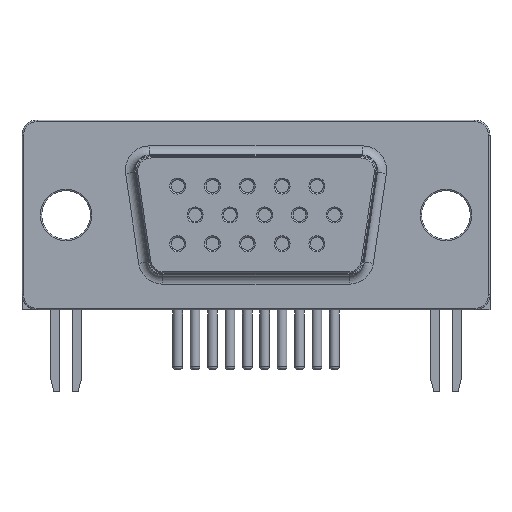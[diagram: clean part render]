
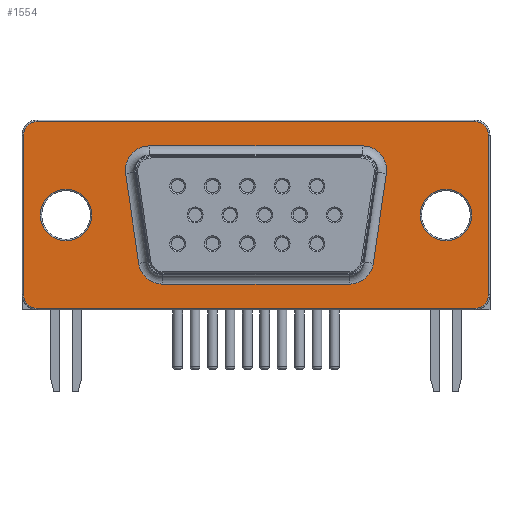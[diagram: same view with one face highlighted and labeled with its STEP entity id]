
A CAD part, front view. The second image highlights one B-rep face of the part: STEP entity #1554.
In plain terms, the highlighted planar face has unit normal (0, -1, 0).
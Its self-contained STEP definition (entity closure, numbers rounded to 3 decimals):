
#29=DIRECTION('',(0.,-1.,0.));
#36=VECTOR('',#37,1.);
#37=DIRECTION('',(1.,0.,0.));
#47=VECTOR('',#48,1.);
#48=DIRECTION('',(-1.,0.,0.));
#52=DIRECTION('',(0.,0.,-1.));
#74=DIRECTION('',(0.,1.,0.));
#138=DIRECTION('',(0.,0.,1.));
#151=DIRECTION('',(0.99,0.,-0.143));
#178=DIRECTION('',(-0.99,0.,-0.143));
#992=CARTESIAN_POINT('',(-11.002,-7.14,9.2));
#1024=VECTOR('',#1025,1.);
#1025=DIRECTION('',(-0.143,0.,0.99));
#1045=CARTESIAN_POINT('',(2.987,-7.14,9.2));
#1062=CARTESIAN_POINT('',(-10.147,-7.14,3.3));
#1075=VECTOR('',#1076,1.);
#1076=DIRECTION('',(-0.143,0.,-0.99));
#1107=CARTESIAN_POINT('',(2.132,-7.14,3.3));
#1353=VERTEX_POINT('',#1354);
#1354=CARTESIAN_POINT('',(-12.586,-7.14,8.97));
#1358=ORIENTED_EDGE('',*,*,#1359,.T.);
#1359=EDGE_CURVE('',#1353,#1360,#1362,.T.);
#1360=VERTEX_POINT('',#1361);
#1361=CARTESIAN_POINT('',(-11.002,-7.14,10.8));
#1362=CIRCLE('',#1363,1.6);
#1363=AXIS2_PLACEMENT_3D('',#992,#74,#178);
#1376=VERTEX_POINT('',#1377);
#1377=CARTESIAN_POINT('',(2.987,-7.14,10.8));
#1383=EDGE_CURVE('',#1360,#1376,#1384,.T.);
#1384=LINE('',#1361,#36);
#1392=VERTEX_POINT('',#1393);
#1393=CARTESIAN_POINT('',(-11.73,-7.14,3.07));
#1399=EDGE_CURVE('',#1392,#1353,#1400,.T.);
#1400=LINE('',#1393,#1024);
#1406=ORIENTED_EDGE('',*,*,#1407,.T.);
#1407=EDGE_CURVE('',#1376,#1408,#1410,.T.);
#1408=VERTEX_POINT('',#1409);
#1409=CARTESIAN_POINT('',(4.571,-7.14,8.97));
#1410=CIRCLE('',#1411,1.6);
#1411=AXIS2_PLACEMENT_3D('',#1045,#74,#138);
#1424=VERTEX_POINT('',#1425);
#1425=CARTESIAN_POINT('',(-10.147,-7.14,1.7));
#1430=ORIENTED_EDGE('',*,*,#1431,.T.);
#1431=EDGE_CURVE('',#1424,#1392,#1432,.T.);
#1432=CIRCLE('',#1433,1.6);
#1433=AXIS2_PLACEMENT_3D('',#1062,#74,#52);
#1442=VERTEX_POINT('',#1443);
#1443=CARTESIAN_POINT('',(3.715,-7.14,3.07));
#1448=EDGE_CURVE('',#1408,#1442,#1449,.T.);
#1449=LINE('',#1409,#1075);
#1457=VERTEX_POINT('',#1458);
#1458=CARTESIAN_POINT('',(2.132,-7.14,1.7));
#1466=EDGE_CURVE('',#1457,#1424,#1467,.T.);
#1467=LINE('',#1458,#47);
#1473=ORIENTED_EDGE('',*,*,#1474,.T.);
#1474=EDGE_CURVE('',#1442,#1457,#1475,.T.);
#1475=CIRCLE('',#1476,1.6);
#1476=AXIS2_PLACEMENT_3D('',#1107,#74,#151);
#1554=ADVANCED_FACE('',(#1555,#1561,#1613,#1622),#1631,.T.);
#1555=FACE_BOUND('',#1556,.T.);
#1556=EDGE_LOOP('',(#1473,#1557,#1430,#1558,#1358,#1559,#1406,#1560));
#1557=ORIENTED_EDGE('',*,*,#1466,.T.);
#1558=ORIENTED_EDGE('',*,*,#1399,.T.);
#1559=ORIENTED_EDGE('',*,*,#1383,.T.);
#1560=ORIENTED_EDGE('',*,*,#1448,.T.);
#1561=FACE_BOUND('',#1562,.T.);
#1562=EDGE_LOOP('',(#1563,#1570,#1577,#1583,#1590,#1595,#1602,#1608));
#1563=ORIENTED_EDGE('',*,*,#1564,.T.);
#1564=EDGE_CURVE('',#1565,#1567,#1569,.T.);
#1565=VERTEX_POINT('',#1566);
#1566=CARTESIAN_POINT('',(10.393,-7.14,12.4));
#1567=VERTEX_POINT('',#1568);
#1568=CARTESIAN_POINT('',(-18.408,-7.14,12.4));
#1569=LINE('',#1566,#47);
#1570=ORIENTED_EDGE('',*,*,#1571,.T.);
#1571=EDGE_CURVE('',#1567,#1572,#1574,.T.);
#1572=VERTEX_POINT('',#1573);
#1573=CARTESIAN_POINT('',(-19.308,-7.14,11.5));
#1574=CIRCLE('',#1575,0.9);
#1575=AXIS2_PLACEMENT_3D('',#1576,#29,#138);
#1576=CARTESIAN_POINT('',(-18.408,-7.14,11.5));
#1577=ORIENTED_EDGE('',*,*,#1578,.T.);
#1578=EDGE_CURVE('',#1572,#1579,#1581,.T.);
#1579=VERTEX_POINT('',#1580);
#1580=CARTESIAN_POINT('',(-19.308,-7.14,1.));
#1581=LINE('',#1573,#1582);
#1582=VECTOR('',#52,1.);
#1583=ORIENTED_EDGE('',*,*,#1584,.T.);
#1584=EDGE_CURVE('',#1579,#1585,#1587,.T.);
#1585=VERTEX_POINT('',#1586);
#1586=CARTESIAN_POINT('',(-18.408,-7.14,0.1));
#1587=CIRCLE('',#1588,0.9);
#1588=AXIS2_PLACEMENT_3D('',#1589,#29,#48);
#1589=CARTESIAN_POINT('',(-18.408,-7.14,1.));
#1590=ORIENTED_EDGE('',*,*,#1591,.T.);
#1591=EDGE_CURVE('',#1585,#1592,#1594,.T.);
#1592=VERTEX_POINT('',#1593);
#1593=CARTESIAN_POINT('',(10.393,-7.14,0.1));
#1594=LINE('',#1586,#36);
#1595=ORIENTED_EDGE('',*,*,#1596,.T.);
#1596=EDGE_CURVE('',#1592,#1597,#1599,.T.);
#1597=VERTEX_POINT('',#1598);
#1598=CARTESIAN_POINT('',(11.293,-7.14,1.));
#1599=CIRCLE('',#1600,0.9);
#1600=AXIS2_PLACEMENT_3D('',#1601,#29,#52);
#1601=CARTESIAN_POINT('',(10.393,-7.14,1.));
#1602=ORIENTED_EDGE('',*,*,#1603,.T.);
#1603=EDGE_CURVE('',#1597,#1604,#1606,.T.);
#1604=VERTEX_POINT('',#1605);
#1605=CARTESIAN_POINT('',(11.293,-7.14,11.5));
#1606=LINE('',#1598,#1607);
#1607=VECTOR('',#138,1.);
#1608=ORIENTED_EDGE('',*,*,#1609,.T.);
#1609=EDGE_CURVE('',#1604,#1565,#1610,.T.);
#1610=CIRCLE('',#1611,0.9);
#1611=AXIS2_PLACEMENT_3D('',#1612,#29,#37);
#1612=CARTESIAN_POINT('',(10.393,-7.14,11.5));
#1613=FACE_BOUND('',#1614,.T.);
#1614=EDGE_LOOP('',(#1615));
#1615=ORIENTED_EDGE('',*,*,#1616,.F.);
#1616=EDGE_CURVE('',#1617,#1617,#1619,.T.);
#1617=VERTEX_POINT('',#1618);
#1618=CARTESIAN_POINT('',(-14.808,-7.14,6.25));
#1619=CIRCLE('',#1620,1.7);
#1620=AXIS2_PLACEMENT_3D('',#1621,#29,#37);
#1621=CARTESIAN_POINT('',(-16.508,-7.14,6.25));
#1622=FACE_BOUND('',#1623,.T.);
#1623=EDGE_LOOP('',(#1624));
#1624=ORIENTED_EDGE('',*,*,#1625,.F.);
#1625=EDGE_CURVE('',#1626,#1626,#1628,.T.);
#1626=VERTEX_POINT('',#1627);
#1627=CARTESIAN_POINT('',(10.193,-7.14,6.25));
#1628=CIRCLE('',#1629,1.7);
#1629=AXIS2_PLACEMENT_3D('',#1630,#29,#37);
#1630=CARTESIAN_POINT('',(8.493,-7.14,6.25));
#1631=PLANE('',#1632);
#1632=AXIS2_PLACEMENT_3D('',#1633,#29,#37);
#1633=CARTESIAN_POINT('',(-4.008,-7.14,6.25));
